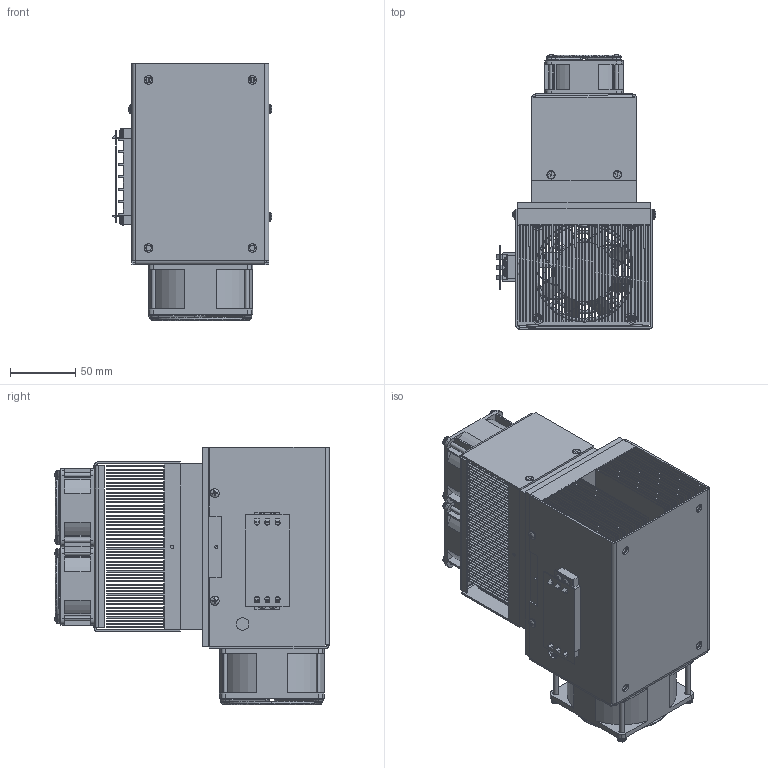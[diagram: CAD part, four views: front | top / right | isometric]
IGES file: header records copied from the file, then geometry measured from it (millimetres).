
Start section: 3D InterOp IGES (Version 23 0 1), Spatial Corp. Copyright (c) 1999-2007.
Global section: file name: export0.igs; native system: Spatial Corp.; preprocessor: 3D InterOp ACIS/IGES; author: Noname; organization: Noname; date: 20130917.130327; units: centimetre
Bounding box: 122.45 x 210.02 x 196.97 mm (x, y, z)
Surface area: 1452590 mm2 (no closed solid volume)
Topology: 0 solids, 0 shells, 2993 faces, 15432 edges, 15398 vertices
Faces by surface type: extrusion 1957, revolution 1036
